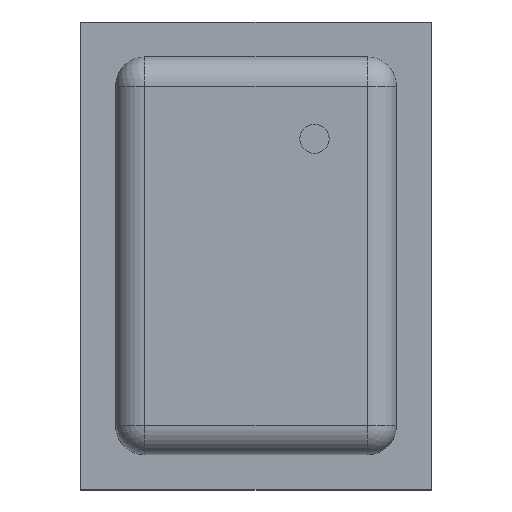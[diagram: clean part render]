
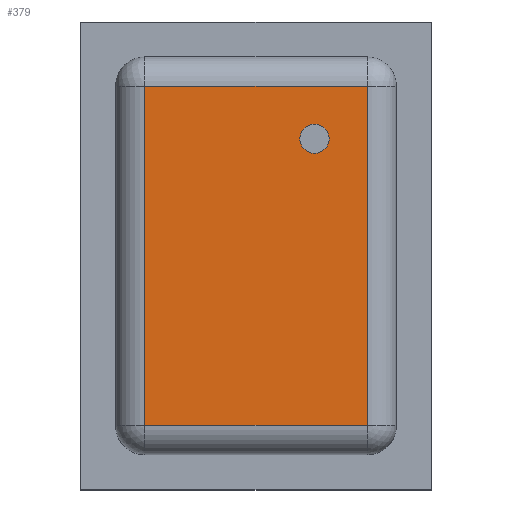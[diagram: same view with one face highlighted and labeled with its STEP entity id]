
A CAD part, top view. The second image highlights one B-rep face of the part: STEP entity #379.
In plain terms, the highlighted planar face has unit normal (0, 0, 1).
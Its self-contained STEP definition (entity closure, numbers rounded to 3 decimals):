
#15=FACE_BOUND('',#77,.T.);
#26=PLANE('',#436);
#51=FACE_OUTER_BOUND('',#76,.T.);
#76=EDGE_LOOP('',(#315,#316,#317,#318));
#77=EDGE_LOOP('',(#319));
#89=LINE('',#590,#122);
#94=LINE('',#609,#127);
#99=LINE('',#627,#132);
#103=LINE('',#640,#136);
#122=VECTOR('',#473,10.);
#127=VECTOR('',#494,10.);
#132=VECTOR('',#515,10.);
#136=VECTOR('',#533,10.);
#151=CIRCLE('',#401,0.125);
#169=VERTEX_POINT('',#566);
#175=VERTEX_POINT('',#582);
#177=VERTEX_POINT('',#588);
#183=VERTEX_POINT('',#605);
#188=VERTEX_POINT('',#623);
#199=EDGE_CURVE('',#169,#169,#151,.T.);
#210=EDGE_CURVE('',#177,#175,#89,.T.);
#219=EDGE_CURVE('',#175,#183,#94,.T.);
#228=EDGE_CURVE('',#183,#188,#99,.T.);
#235=EDGE_CURVE('',#188,#177,#103,.T.);
#315=ORIENTED_EDGE('',*,*,#219,.F.);
#316=ORIENTED_EDGE('',*,*,#210,.F.);
#317=ORIENTED_EDGE('',*,*,#235,.F.);
#318=ORIENTED_EDGE('',*,*,#228,.F.);
#319=ORIENTED_EDGE('',*,*,#199,.T.);
#379=ADVANCED_FACE('',(#51,#15),#26,.T.);
#401=AXIS2_PLACEMENT_3D('',#567,#447,#448);
#436=AXIS2_PLACEMENT_3D('',#644,#538,#539);
#447=DIRECTION('center_axis',(0.,0.,-1.));
#448=DIRECTION('ref_axis',(-1.,0.,0.));
#473=DIRECTION('',(1.,0.,0.));
#494=DIRECTION('',(0.,-1.,0.));
#515=DIRECTION('',(-1.,0.,0.));
#533=DIRECTION('',(0.,1.,0.));
#538=DIRECTION('center_axis',(0.,0.,1.));
#539=DIRECTION('ref_axis',(1.,0.,0.));
#566=CARTESIAN_POINT('',(0.625,1.,1.2));
#567=CARTESIAN_POINT('Origin',(0.5,1.,1.2));
#582=CARTESIAN_POINT('',(0.95,1.45,1.2));
#588=CARTESIAN_POINT('',(-0.95,1.45,1.2));
#590=CARTESIAN_POINT('',(0.6,1.45,1.2));
#605=CARTESIAN_POINT('',(0.95,-1.45,1.2));
#609=CARTESIAN_POINT('',(0.95,-0.85,1.2));
#623=CARTESIAN_POINT('',(-0.95,-1.45,1.2));
#627=CARTESIAN_POINT('',(-0.6,-1.45,1.2));
#640=CARTESIAN_POINT('',(-0.95,0.85,1.2));
#644=CARTESIAN_POINT('Origin',(0.,0.,1.2));
